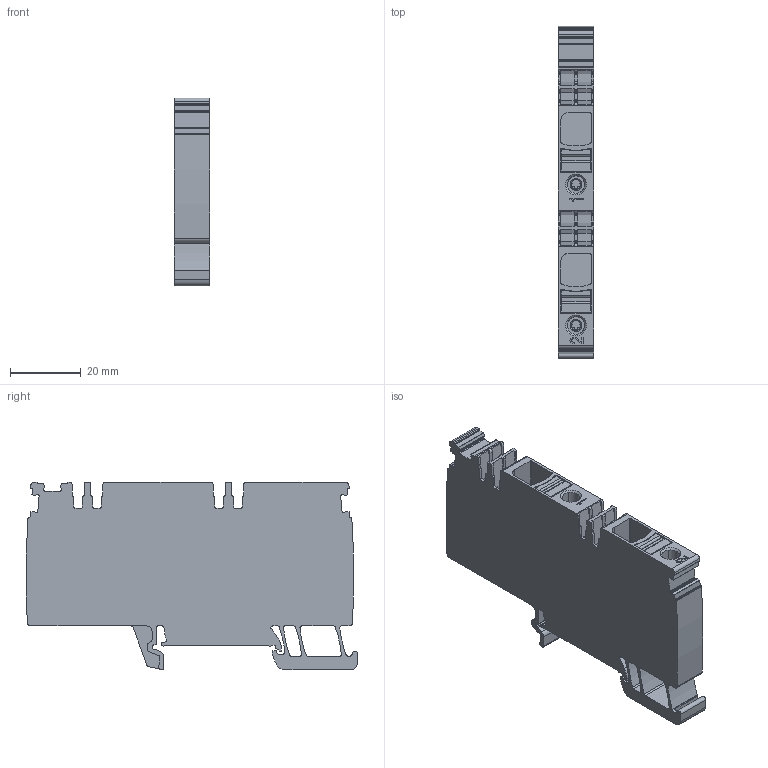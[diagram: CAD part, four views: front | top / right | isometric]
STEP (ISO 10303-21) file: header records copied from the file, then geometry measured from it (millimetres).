
FILE_DESCRIPTION(('CATIA V5R24 STEP','CAx-IF Rec.Pracs.--- Model Styling and Organization---1.2---2011-12-15'),'2;1');
FILE_NAME ('8241684_2', '2017-06-20T08:42:50+00:00', ('Weidmueller Interface'), ('Weidmueller'), 'CATIA Version 5-6 Release 2014 SP4 HF52', 'CATIA V5 STEP AP214', 'none');
FILE_SCHEMA(('AUTOMOTIVE_DESIGN { 1 0 10303 214 1 1 1 1 }'));
Length unit declared in the file: millimetre
Products named in the file (1): 1988250000_AAP14_10_LO-LO
Bounding box: 10 x 93.85 x 53.13 mm (x, y, z)
Volume: 36396.6 mm3; surface area: 15303.1 mm2
Topology: 3 solids, 3 shells, 647 faces, 1896 edges, 1267 vertices
Faces by surface type: plane 344, cylinder 265, extrusion 30, cone 8
Entity records: 21362 total; most frequent: CARTESIAN_POINT 4411, ORIENTED_EDGE 3792, DIRECTION 2682, EDGE_CURVE 1896, VECTOR 1303, LINE 1273, VERTEX_POINT 1267, AXIS2_PLACEMENT_3D 957
